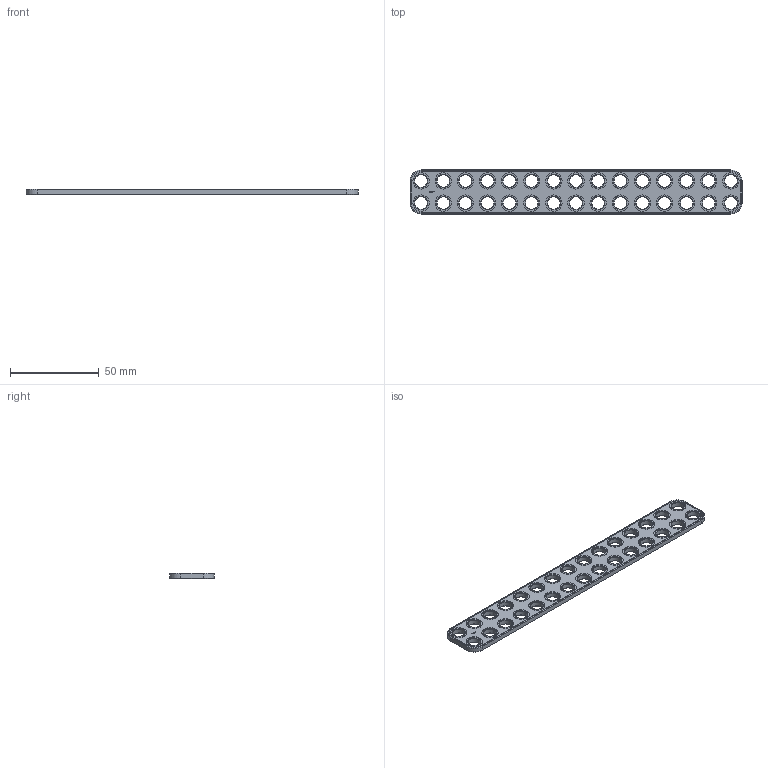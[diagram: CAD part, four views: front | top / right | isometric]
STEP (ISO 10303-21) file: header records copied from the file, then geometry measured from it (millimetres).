
FILE_DESCRIPTION(('FreeCAD Model'),'2;1');
FILE_NAME('Open CASCADE Shape Model','2024-10-08T19:12:27',(''),(''), 'Open CASCADE STEP processor 7.7','FreeCAD','Unknown');
FILE_SCHEMA(('AUTOMOTIVE_DESIGN { 1 0 10303 214 1 1 1 1 }'));
Length unit declared in the file: millimetre
Products named in the file (1): Plate RCT CRNR BU15x02x00.25 - SPN-PLT-0163 (stemfie.org)
Bounding box: 187.5 x 25 x 3.12 mm (x, y, z)
Volume: 10371.4 mm3; surface area: 10240.7 mm2
Topology: 1 solids, 1 shells, 656 faces, 1700 edges, 1108 vertices
Faces by surface type: plane 358, extrusion 162, cylinder 68, cone 68
Full cylindrical faces by diameter (mm): 7 x30, 9.2 x30
Entity records: 20511 total; most frequent: CARTESIAN_POINT 4782, ORIENTED_EDGE 3400, DIRECTION 2732, EDGE_CURVE 1700, VECTOR 1334, LINE 1172, VERTEX_POINT 1108, FACE_BOUND 778
